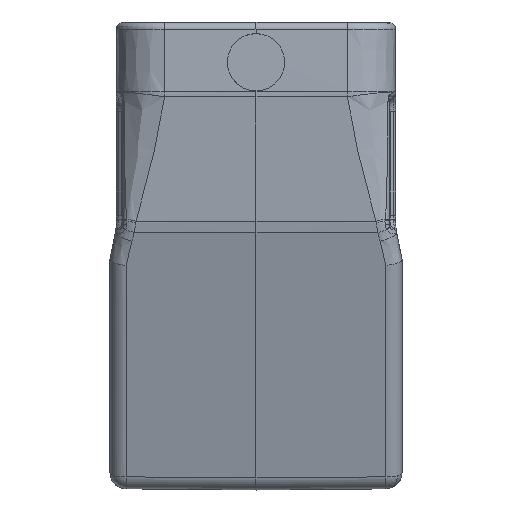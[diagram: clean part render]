
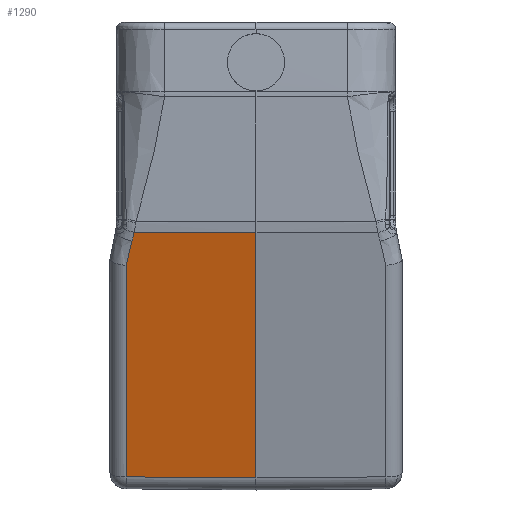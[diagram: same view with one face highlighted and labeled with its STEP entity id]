
A CAD part, left-side view. The second image highlights one B-rep face of the part: STEP entity #1290.
In plain terms, the highlighted planar face has unit normal (-0.966, 0.009, -0.259).
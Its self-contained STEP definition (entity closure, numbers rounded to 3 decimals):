
#576=FACE_OUTER_BOUND('',#3031,.T.);
#1290=ADVANCED_FACE('',(#576),#1977,.T.);
#1977=PLANE('',#12109);
#2397=B_SPLINE_CURVE_WITH_KNOTS('',3,(#18031,#18032,#18033,#18034,#18035,
#18036),.UNSPECIFIED.,.F.,.F.,(4,1,1,4),(0.,0.333,0.667,
1.),.UNSPECIFIED.);
#2398=B_SPLINE_CURVE_WITH_KNOTS('',3,(#18038,#18039,#18040,#18041,#18042,
#18043,#18044,#18045),.UNSPECIFIED.,.F.,.F.,(4,2,2,4),(0.,0.25,0.5,1.),
 .UNSPECIFIED.);
#2399=B_SPLINE_CURVE_WITH_KNOTS('',3,(#18047,#18048,#18049,#18050),
 .UNSPECIFIED.,.F.,.F.,(4,4),(0.,1.),.UNSPECIFIED.);
#3031=EDGE_LOOP('',(#5638,#5639,#5640,#5641,#5642,#5643));
#3816=LINE('',#18025,#4594);
#3817=LINE('',#18027,#4595);
#3818=LINE('',#18030,#4596);
#4594=VECTOR('',#13248,1.);
#4595=VECTOR('',#13251,1.);
#4596=VECTOR('',#13252,1.);
#5638=ORIENTED_EDGE('',*,*,#10182,.F.);
#5639=ORIENTED_EDGE('',*,*,#10183,.T.);
#5640=ORIENTED_EDGE('',*,*,#10181,.T.);
#5641=ORIENTED_EDGE('',*,*,#10184,.F.);
#5642=ORIENTED_EDGE('',*,*,#10185,.T.);
#5643=ORIENTED_EDGE('',*,*,#10186,.T.);
#9043=VERTEX_POINT('',#18005);
#9046=VERTEX_POINT('',#18024);
#9047=VERTEX_POINT('',#18028);
#9048=VERTEX_POINT('',#18029);
#9049=VERTEX_POINT('',#18037);
#9050=VERTEX_POINT('',#18046);
#10181=EDGE_CURVE('',#9043,#9046,#3816,.T.);
#10182=EDGE_CURVE('',#9047,#9048,#3817,.T.);
#10183=EDGE_CURVE('',#9047,#9043,#3818,.T.);
#10184=EDGE_CURVE('',#9049,#9046,#2397,.T.);
#10185=EDGE_CURVE('',#9049,#9050,#2398,.T.);
#10186=EDGE_CURVE('',#9050,#9048,#2399,.T.);
#12109=AXIS2_PLACEMENT_3D('',#18051,#13253,#13254);
#13248=DIRECTION('',(0.009,1.,0.002));
#13251=DIRECTION('',(0.007,1.,0.009));
#13252=DIRECTION('',(-0.259,0.,0.966));
#13253=DIRECTION('',(-0.966,0.009,-0.259));
#13254=DIRECTION('',(-0.259,0.,0.966));
#18005=CARTESIAN_POINT('',(-34.58,0.,-32.345));
#18024=CARTESIAN_POINT('',(-34.418,18.767,-32.316));
#18025=CARTESIAN_POINT('',(-34.58,0.,-32.345));
#18027=CARTESIAN_POINT('',(-24.451,0.,-70.147));
#18028=CARTESIAN_POINT('',(-24.451,0.,-70.147));
#18029=CARTESIAN_POINT('',(-24.317,20.022,-69.972));
#18030=CARTESIAN_POINT('',(-24.451,0.,-70.147));
#18031=CARTESIAN_POINT('',(-34.05,19.115,-33.678));
#18032=CARTESIAN_POINT('',(-34.085,19.077,-33.549));
#18033=CARTESIAN_POINT('',(-34.16,18.999,-33.274));
#18034=CARTESIAN_POINT('',(-34.341,18.84,-32.602));
#18035=CARTESIAN_POINT('',(-34.397,18.787,-32.395));
#18036=CARTESIAN_POINT('',(-34.418,18.767,-32.316));
#18037=CARTESIAN_POINT('',(-34.05,19.115,-33.678));
#18038=CARTESIAN_POINT('',(-34.05,19.115,-33.678));
#18039=CARTESIAN_POINT('',(-33.941,19.235,-34.082));
#18040=CARTESIAN_POINT('',(-33.842,19.34,-34.449));
#18041=CARTESIAN_POINT('',(-33.663,19.52,-35.108));
#18042=CARTESIAN_POINT('',(-33.573,19.605,-35.441));
#18043=CARTESIAN_POINT('',(-33.4,19.756,-36.083));
#18044=CARTESIAN_POINT('',(-33.204,19.91,-36.81));
#18045=CARTESIAN_POINT('',(-33.046,20.022,-37.395));
#18046=CARTESIAN_POINT('',(-33.046,20.022,-37.395));
#18047=CARTESIAN_POINT('',(-33.046,20.022,-37.395));
#18048=CARTESIAN_POINT('',(-30.136,20.022,-48.254));
#18049=CARTESIAN_POINT('',(-27.227,20.022,-59.113));
#18050=CARTESIAN_POINT('',(-24.317,20.022,-69.972));
#18051=CARTESIAN_POINT('',(-23.955,0.,-72.));
